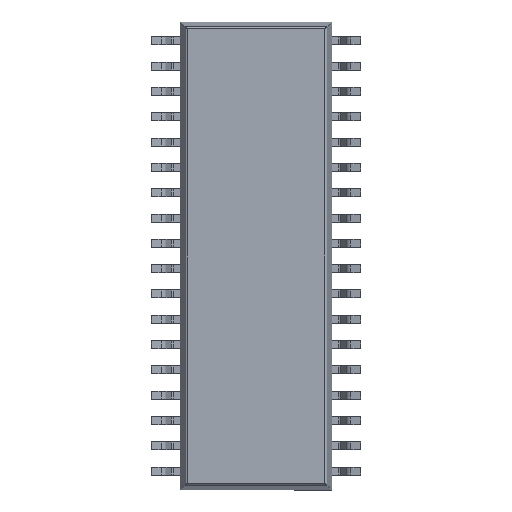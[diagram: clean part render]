
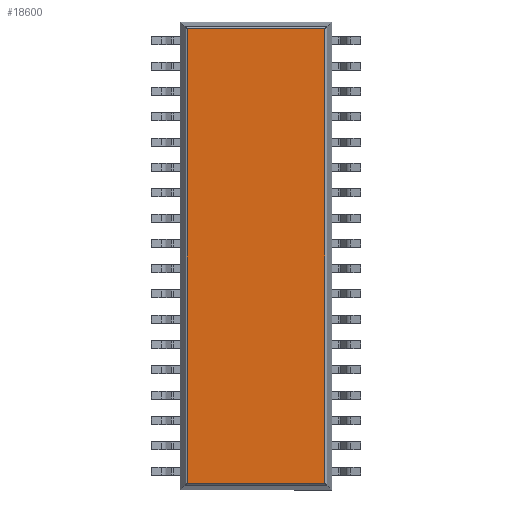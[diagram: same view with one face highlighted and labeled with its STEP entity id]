
A CAD part, front view. The second image highlights one B-rep face of the part: STEP entity #18600.
In plain terms, the highlighted planar face has unit normal (0, -1, 0).
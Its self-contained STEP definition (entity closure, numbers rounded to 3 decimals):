
#12225 = DIRECTION ( 'NONE',  ( 0., 0., -1. ) ) ;
#12226 = DIRECTION ( 'NONE',  ( 0., -1., 0. ) ) ;
#12227 = CARTESIAN_POINT ( 'NONE',  ( -3.8, 0.15, -11.735 ) ) ;
#12228 = AXIS2_PLACEMENT_3D ( 'NONE', #12227, #12226, #12225 ) ;
#12229 = PLANE ( 'NONE',  #12228 ) ;
#12244 = FACE_OUTER_BOUND ( 'NONE', #18601, .T. ) ;
#12270 = CARTESIAN_POINT ( 'NONE',  ( 3.46, 0.15, 11.395 ) ) ;
#12271 = DIRECTION ( 'NONE',  ( 0., 0., 1. ) ) ;
#12272 = VECTOR ( 'NONE', #12271, 1000. ) ;
#12273 = CARTESIAN_POINT ( 'NONE',  ( 3.46, 0.15, -11.735 ) ) ;
#12274 = LINE ( 'NONE', #12273, #12272 ) ;
#12275 = CARTESIAN_POINT ( 'NONE',  ( 3.46, 0.15, -11.395 ) ) ;
#12276 = DIRECTION ( 'NONE',  ( 1., 0., 0. ) ) ;
#12277 = VECTOR ( 'NONE', #12276, 1000. ) ;
#12278 = CARTESIAN_POINT ( 'NONE',  ( -3.8, 0.15, -11.395 ) ) ;
#12279 = LINE ( 'NONE', #12278, #12277 ) ;
#12280 = CARTESIAN_POINT ( 'NONE',  ( -3.46, 0.15, -11.395 ) ) ;
#12281 = CARTESIAN_POINT ( 'NONE',  ( -3.46, 0.15, 11.395 ) ) ;
#12282 = DIRECTION ( 'NONE',  ( 0., 0., -1. ) ) ;
#12283 = VECTOR ( 'NONE', #12282, 1000. ) ;
#12284 = CARTESIAN_POINT ( 'NONE',  ( -3.46, 0.15, -11.735 ) ) ;
#12285 = LINE ( 'NONE', #12284, #12283 ) ;
#12473 = DIRECTION ( 'NONE',  ( -1., 0., 0. ) ) ;
#12474 = VECTOR ( 'NONE', #12473, 1000. ) ;
#12475 = CARTESIAN_POINT ( 'NONE',  ( -3.8, 0.15, 11.395 ) ) ;
#12477 = LINE ( 'NONE', #12475, #12474 ) ;
#18600 = ADVANCED_FACE ( 'NONE', ( #12244 ), #12229, .T. ) ;
#18601 = EDGE_LOOP ( 'NONE', ( #18602, #18606, #18609, #18612 ) ) ;
#18602 = ORIENTED_EDGE ( 'NONE', *, *, #18603, .T. ) ;
#18603 = EDGE_CURVE ( 'NONE', #18604, #18605, #12285, .T. ) ;
#18604 = VERTEX_POINT ( 'NONE', #12281 ) ;
#18605 = VERTEX_POINT ( 'NONE', #12280 ) ;
#18606 = ORIENTED_EDGE ( 'NONE', *, *, #18607, .T. ) ;
#18607 = EDGE_CURVE ( 'NONE', #18605, #18608, #12279, .T. ) ;
#18608 = VERTEX_POINT ( 'NONE', #12275 ) ;
#18609 = ORIENTED_EDGE ( 'NONE', *, *, #18610, .T. ) ;
#18610 = EDGE_CURVE ( 'NONE', #18608, #18611, #12274, .T. ) ;
#18611 = VERTEX_POINT ( 'NONE', #12270 ) ;
#18612 = ORIENTED_EDGE ( 'NONE', *, *, #18703, .T. ) ;
#18703 = EDGE_CURVE ( 'NONE', #18611, #18604, #12477, .T. ) ;
